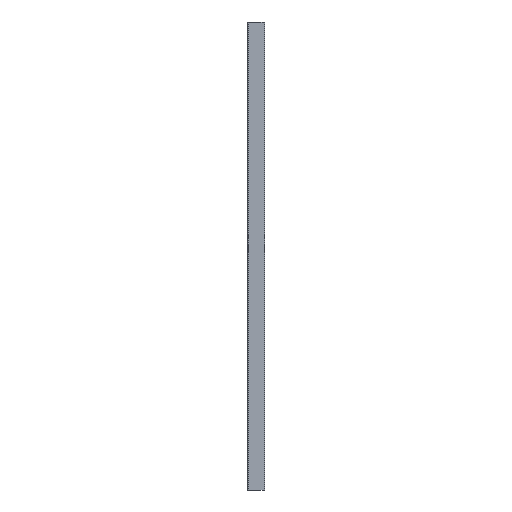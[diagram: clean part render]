
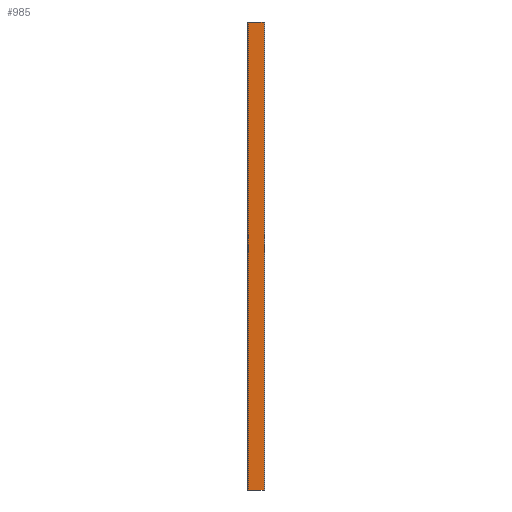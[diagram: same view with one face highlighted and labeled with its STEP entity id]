
A CAD part, left-side view. The second image highlights one B-rep face of the part: STEP entity #985.
In plain terms, the highlighted planar face has unit normal (-1, 0, 0).
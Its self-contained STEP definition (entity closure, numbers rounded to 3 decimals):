
#113 = VERTEX_POINT ( 'NONE', #1196 ) ;
#142 = VERTEX_POINT ( 'NONE', #1194 ) ;
#150 = FACE_OUTER_BOUND ( 'NONE', #385, .T. ) ;
#213 = DIRECTION ( 'NONE',  ( 0., 1., 0. ) ) ;
#260 = ORIENTED_EDGE ( 'NONE', *, *, #1398, .F. ) ;
#267 = ORIENTED_EDGE ( 'NONE', *, *, #974, .F. ) ;
#350 = VECTOR ( 'NONE', #923, 1000. ) ;
#385 = EDGE_LOOP ( 'NONE', ( #260, #267, #534, #1164 ) ) ;
#443 = EDGE_CURVE ( 'NONE', #683, #113, #752, .T. ) ;
#534 = ORIENTED_EDGE ( 'NONE', *, *, #1011, .T. ) ;
#664 = DIRECTION ( 'NONE',  ( 0., 1., 0. ) ) ;
#680 = CARTESIAN_POINT ( 'NONE',  ( -27., 0., 3000. ) ) ;
#683 = VERTEX_POINT ( 'NONE', #1484 ) ;
#706 = AXIS2_PLACEMENT_3D ( 'NONE', #875, #867, #866 ) ;
#752 = LINE ( 'NONE', #1330, #350 ) ;
#791 = VERTEX_POINT ( 'NONE', #1278 ) ;
#866 = DIRECTION ( 'NONE',  ( 0., 0., 1. ) ) ;
#867 = DIRECTION ( 'NONE',  ( -1., 0., 0. ) ) ;
#875 = CARTESIAN_POINT ( 'NONE',  ( -27., 0., 3000. ) ) ;
#882 = DIRECTION ( 'NONE',  ( 0., 0., -1. ) ) ;
#885 = PLANE ( 'NONE',  #706 ) ;
#891 = CARTESIAN_POINT ( 'NONE',  ( -27., 1., 3000. ) ) ;
#904 = VECTOR ( 'NONE', #882, 1000. ) ;
#923 = DIRECTION ( 'NONE',  ( 0., 0., -1. ) ) ;
#974 = EDGE_CURVE ( 'NONE', #142, #791, #1009, .T. ) ;
#985 = ADVANCED_FACE ( 'NONE', ( #150 ), #885, .T. ) ;
#1009 = LINE ( 'NONE', #891, #904 ) ;
#1011 = EDGE_CURVE ( 'NONE', #142, #683, #1522, .T. ) ;
#1164 = ORIENTED_EDGE ( 'NONE', *, *, #443, .T. ) ;
#1178 = VECTOR ( 'NONE', #213, 1000. ) ;
#1194 = CARTESIAN_POINT ( 'NONE',  ( -27., 1., 3000. ) ) ;
#1196 = CARTESIAN_POINT ( 'NONE',  ( -27., 102., 0. ) ) ;
#1241 = LINE ( 'NONE', #1551, #1178 ) ;
#1278 = CARTESIAN_POINT ( 'NONE',  ( -27., 1., 0. ) ) ;
#1330 = CARTESIAN_POINT ( 'NONE',  ( -27., 102., 3000. ) ) ;
#1398 = EDGE_CURVE ( 'NONE', #791, #113, #1241, .T. ) ;
#1464 = VECTOR ( 'NONE', #664, 1000. ) ;
#1484 = CARTESIAN_POINT ( 'NONE',  ( -27., 102., 3000. ) ) ;
#1522 = LINE ( 'NONE', #680, #1464 ) ;
#1551 = CARTESIAN_POINT ( 'NONE',  ( -27., 0., 0. ) ) ;
